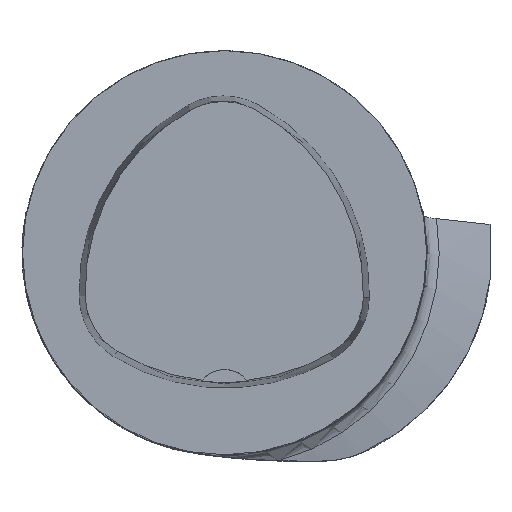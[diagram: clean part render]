
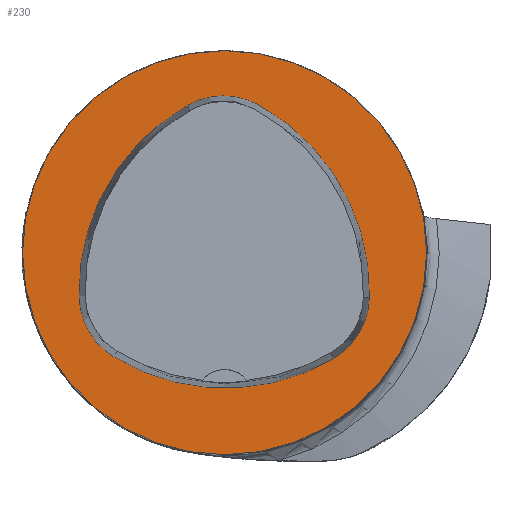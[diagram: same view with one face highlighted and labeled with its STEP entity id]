
A CAD part, top view. The second image highlights one B-rep face of the part: STEP entity #230.
In plain terms, the highlighted planar face has unit normal (0, 0, 1).
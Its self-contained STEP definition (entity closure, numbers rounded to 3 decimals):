
#230=ADVANCED_FACE('',(#463,#464),#278,.T.);
#278=PLANE('',#1343);
#463=FACE_BOUND('',#511,.T.);
#464=FACE_BOUND('',#512,.T.);
#511=EDGE_LOOP('',(#738,#739,#740,#741,#742,#743));
#512=EDGE_LOOP('',(#744));
#738=ORIENTED_EDGE('',*,*,#1099,.T.);
#739=ORIENTED_EDGE('',*,*,#1079,.T.);
#740=ORIENTED_EDGE('',*,*,#1083,.T.);
#741=ORIENTED_EDGE('',*,*,#1086,.T.);
#742=ORIENTED_EDGE('',*,*,#1089,.T.);
#743=ORIENTED_EDGE('',*,*,#1097,.T.);
#744=ORIENTED_EDGE('',*,*,#1070,.F.);
#941=VERTEX_POINT('',#2122);
#950=VERTEX_POINT('',#2141);
#951=VERTEX_POINT('',#2142);
#954=VERTEX_POINT('',#2150);
#956=VERTEX_POINT('',#2156);
#958=VERTEX_POINT('',#2162);
#965=VERTEX_POINT('',#2183);
#1070=EDGE_CURVE('',#941,#941,#1151,.T.);
#1079=EDGE_CURVE('',#950,#951,#1152,.T.);
#1083=EDGE_CURVE('',#951,#954,#1154,.T.);
#1086=EDGE_CURVE('',#954,#956,#1156,.T.);
#1089=EDGE_CURVE('',#956,#958,#1158,.T.);
#1097=EDGE_CURVE('',#958,#965,#1162,.T.);
#1099=EDGE_CURVE('',#965,#950,#1164,.T.);
#1151=CIRCLE('',#1315,50.);
#1152=CIRCLE('',#1321,53.);
#1154=CIRCLE('',#1324,18.);
#1156=CIRCLE('',#1327,53.);
#1158=CIRCLE('',#1330,18.);
#1162=CIRCLE('',#1335,53.);
#1164=CIRCLE('',#1338,18.);
#1315=AXIS2_PLACEMENT_3D('',#2121,#1558,#1559);
#1321=AXIS2_PLACEMENT_3D('',#2140,#1574,#1575);
#1324=AXIS2_PLACEMENT_3D('',#2149,#1582,#1583);
#1327=AXIS2_PLACEMENT_3D('',#2155,#1589,#1590);
#1330=AXIS2_PLACEMENT_3D('',#2161,#1596,#1597);
#1335=AXIS2_PLACEMENT_3D('',#2184,#1608,#1609);
#1338=AXIS2_PLACEMENT_3D('',#2187,#1614,#1615);
#1343=AXIS2_PLACEMENT_3D('',#2192,#1624,#1625);
#1558=DIRECTION('',(0.,0.,-1.));
#1559=DIRECTION('',(-1.,0.,0.));
#1574=DIRECTION('',(0.,0.,-1.));
#1575=DIRECTION('',(-1.,0.,0.));
#1582=DIRECTION('',(0.,0.,-1.));
#1583=DIRECTION('',(-1.,0.,0.));
#1589=DIRECTION('',(0.,0.,-1.));
#1590=DIRECTION('',(-1.,0.,0.));
#1596=DIRECTION('',(0.,0.,-1.));
#1597=DIRECTION('',(-1.,0.,0.));
#1608=DIRECTION('',(0.,0.,-1.));
#1609=DIRECTION('',(-1.,0.,0.));
#1614=DIRECTION('',(0.,0.,-1.));
#1615=DIRECTION('',(-1.,0.,0.));
#1624=DIRECTION('',(0.,0.,1.));
#1625=DIRECTION('',(1.,0.,0.));
#2121=CARTESIAN_POINT('',(0.,0.,
0.));
#2122=CARTESIAN_POINT('',(-50.,0.,0.));
#2140=CARTESIAN_POINT('',(16.978,-9.621,0.));
#2141=CARTESIAN_POINT('',(-36.009,-10.801,0.));
#2142=CARTESIAN_POINT('',(-9.238,36.441,0.));
#2149=CARTESIAN_POINT('',(-0.334,20.797,0.));
#2150=CARTESIAN_POINT('',(8.312,36.585,0.));
#2155=CARTESIAN_POINT('',(-17.147,-9.9,0.));
#2156=CARTESIAN_POINT('',(35.839,-11.094,0.));
#2161=CARTESIAN_POINT('',(17.844,-10.688,0.));
#2162=CARTESIAN_POINT('',(26.94,-26.221,0.));
#2183=CARTESIAN_POINT('',(-27.358,-25.784,0.));
#2184=CARTESIAN_POINT('',(0.157,19.514,0.));
#2187=CARTESIAN_POINT('',(-18.013,-10.4,0.));
#2192=CARTESIAN_POINT('',(0.,0.,
0.));
